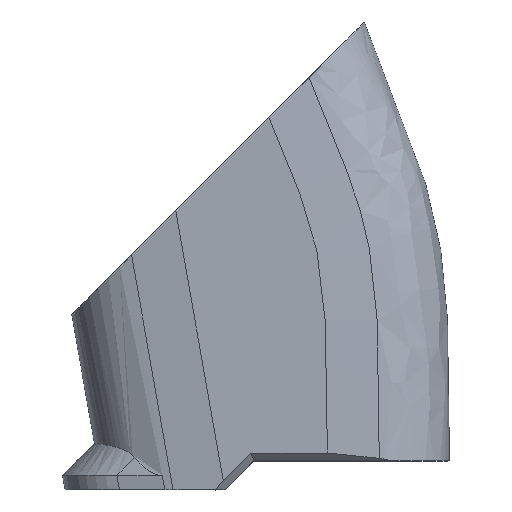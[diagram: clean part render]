
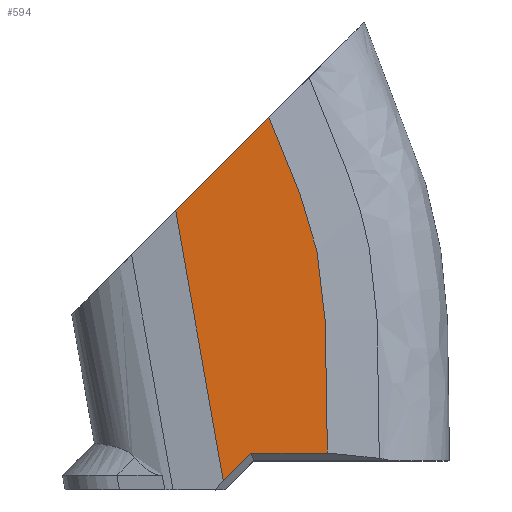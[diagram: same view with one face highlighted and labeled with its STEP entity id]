
A CAD part, top view. The second image highlights one B-rep face of the part: STEP entity #594.
In plain terms, the highlighted planar face has unit normal (0, 0, 1).
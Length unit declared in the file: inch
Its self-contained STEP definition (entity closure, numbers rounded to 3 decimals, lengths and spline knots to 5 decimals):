
#48=FACE_OUTER_BOUND('',#80,.T.);
#80=EDGE_LOOP('',(#415,#416,#417,#418,#419));
#118=LINE('',#955,#176);
#120=LINE('',#966,#178);
#121=LINE('',#979,#179);
#122=LINE('',#980,#180);
#176=VECTOR('',#699,0.3937);
#178=VECTOR('',#703,0.3937);
#179=VECTOR('',#704,0.3937);
#180=VECTOR('',#705,0.3937);
#232=B_SPLINE_CURVE_WITH_KNOTS('',3,(#968,#969,#970,#971,#972,#973,#974,
#975,#976,#977),.UNSPECIFIED.,.F.,.F.,(4,1,1,1,1,1,1,4),(0.0064,
0.08136,0.16068,0.24001,0.31933,
0.39866,0.47798,0.52673),.UNSPECIFIED.);
#257=VERTEX_POINT('',#947);
#258=VERTEX_POINT('',#954);
#259=VERTEX_POINT('',#965);
#260=VERTEX_POINT('',#967);
#261=VERTEX_POINT('',#978);
#318=EDGE_CURVE('',#257,#258,#118,.T.);
#321=EDGE_CURVE('',#258,#259,#120,.T.);
#322=EDGE_CURVE('',#257,#260,#232,.T.);
#323=EDGE_CURVE('',#260,#261,#121,.T.);
#324=EDGE_CURVE('',#261,#259,#122,.T.);
#415=ORIENTED_EDGE('',*,*,#321,.F.);
#416=ORIENTED_EDGE('',*,*,#318,.F.);
#417=ORIENTED_EDGE('',*,*,#322,.T.);
#418=ORIENTED_EDGE('',*,*,#323,.T.);
#419=ORIENTED_EDGE('',*,*,#324,.T.);
#572=PLANE('',#643);
#594=ADVANCED_FACE('',(#48),#572,.T.);
#643=AXIS2_PLACEMENT_3D('',#964,#701,#702);
#699=DIRECTION('',(-1.,0.,0.));
#701=DIRECTION('center_axis',(0.,0.,
1.));
#702=DIRECTION('ref_axis',(1.,0.,0.));
#703=DIRECTION('',(-0.707,-0.707,0.));
#704=DIRECTION('',(-0.707,-0.707,0.));
#705=DIRECTION('',(0.174,-0.985,0.));
#947=CARTESIAN_POINT('',(3.80365,-4.72606,0.53125));
#954=CARTESIAN_POINT('',(3.31364,-4.72606,0.53125));
#955=CARTESIAN_POINT('',(3.5531,-4.72606,0.53125));
#964=CARTESIAN_POINT('Origin',(3.20935,-4.77606,0.53125));
#965=CARTESIAN_POINT('',(3.13779,-4.9019,0.53125));
#966=CARTESIAN_POINT('',(3.17542,-4.86428,0.53125));
#967=CARTESIAN_POINT('',(3.42953,-2.58004,0.53125));
#968=CARTESIAN_POINT('Ctrl Pts',(3.80365,-4.72606,0.53125));
#969=CARTESIAN_POINT('Ctrl Pts',(3.8056,-4.5327,0.53125));
#970=CARTESIAN_POINT('Ctrl Pts',(3.80464,-4.17825,0.53125));
#971=CARTESIAN_POINT('Ctrl Pts',(3.78691,-3.77756,0.53125));
#972=CARTESIAN_POINT('Ctrl Pts',(3.75218,-3.49343,0.53125));
#973=CARTESIAN_POINT('Ctrl Pts',(3.70378,-3.28288,0.53125));
#974=CARTESIAN_POINT('Ctrl Pts',(3.62983,-3.06613,0.53125));
#975=CARTESIAN_POINT('Ctrl Pts',(3.53034,-2.82659,0.53125));
#976=CARTESIAN_POINT('Ctrl Pts',(3.45761,-2.6509,0.53125));
#977=CARTESIAN_POINT('Ctrl Pts',(3.4295,-2.58006,0.53125));
#978=CARTESIAN_POINT('',(2.83348,-3.17609,0.53125));
#979=CARTESIAN_POINT('',(2.2958,-3.71378,0.53125));
#980=CARTESIAN_POINT('',(3.1156,-4.77606,0.53125));
